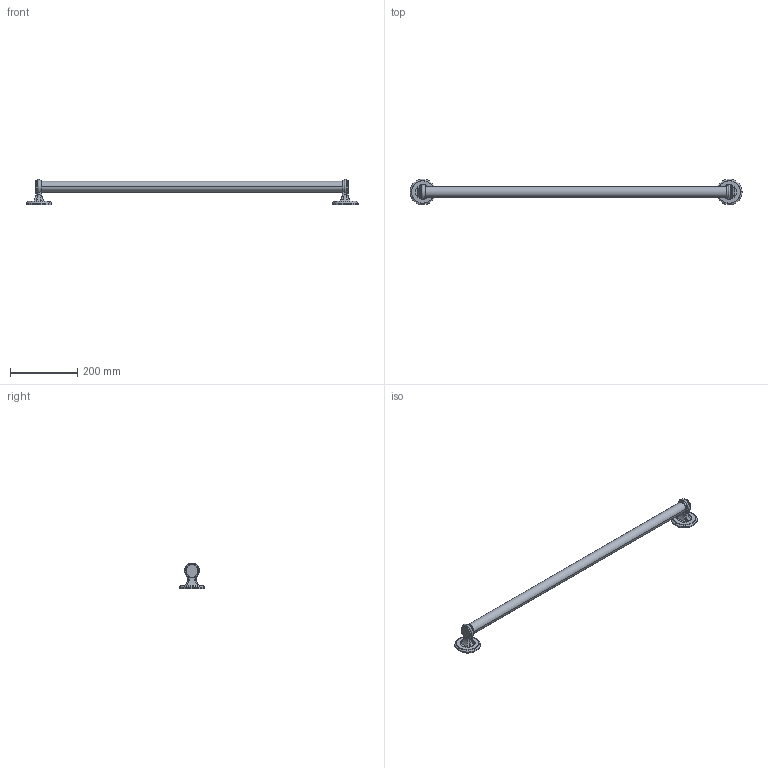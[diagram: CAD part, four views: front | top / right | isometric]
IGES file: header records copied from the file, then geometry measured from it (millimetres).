
Start section:  PTC IGES file: 2765.igs
Global section: file name: 2765.igs; native system: Creo Parametric by PTC Inc.; preprocessor: 2018400; author: jinson.thomas; organization: Unknown; date: 20210712.165137; units: inch
Bounding box: 990.6 x 76.2 x 76.19 mm (x, y, z)
Volume: 869118 mm3; surface area: 121831.5 mm2
Topology: 1 solids, 1 shells, 120 faces, 266 edges, 156 vertices
Faces by surface type: bspline 68, revolution 52
